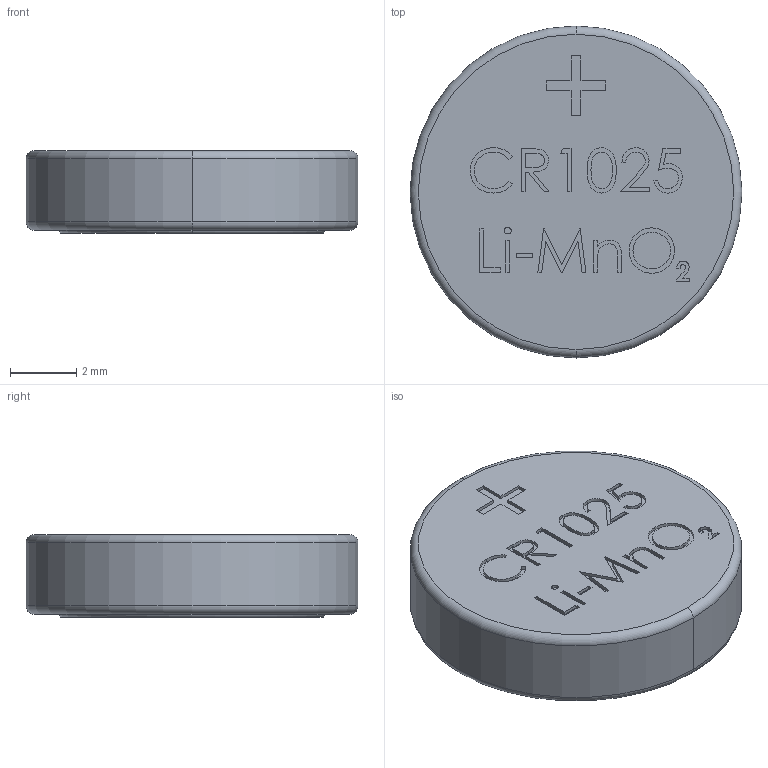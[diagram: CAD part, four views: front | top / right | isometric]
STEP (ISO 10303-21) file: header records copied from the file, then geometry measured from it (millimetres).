
FILE_DESCRIPTION(('FreeCAD Model'),'2;1');
FILE_NAME('CR1025 3V Cell.step','2020-03-22T14:12:06',('kicad StepUp'),('ksu MCAD'), 'Open CASCADE STEP processor 7.3','FreeCAD','Unknown');
FILE_SCHEMA(('AUTOMOTIVE_DESIGN { 1 0 10303 214 1 1 1 1 }'));
Length unit declared in the file: millimetre
Products named in the file (1): CR1025_3V_Cell
Bounding box: 10 x 10 x 2.5 mm (x, y, z)
Volume: 192.1 mm3; surface area: 234.7 mm2
Topology: 1 solids, 1 shells, 175 faces, 458 edges, 304 vertices
Faces by surface type: plane 106, bspline 61, torus 6, cylinder 2
Entity records: 9085 total; most frequent: CARTESIAN_POINT 5151, ORIENTED_EDGE 916, DIRECTION 584, EDGE_CURVE 458, LINE 318, VECTOR 318, VERTEX_POINT 304, FACE_BOUND 194
